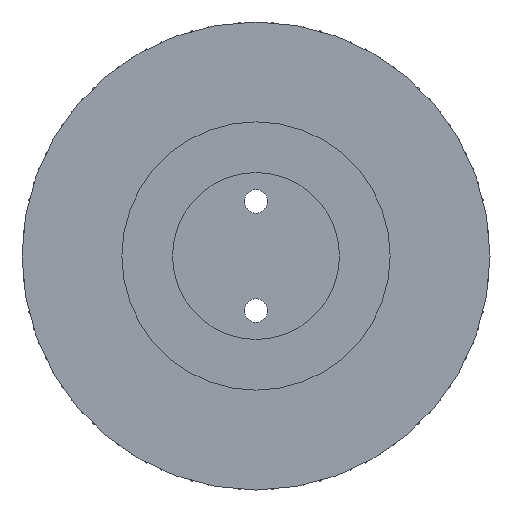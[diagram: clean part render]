
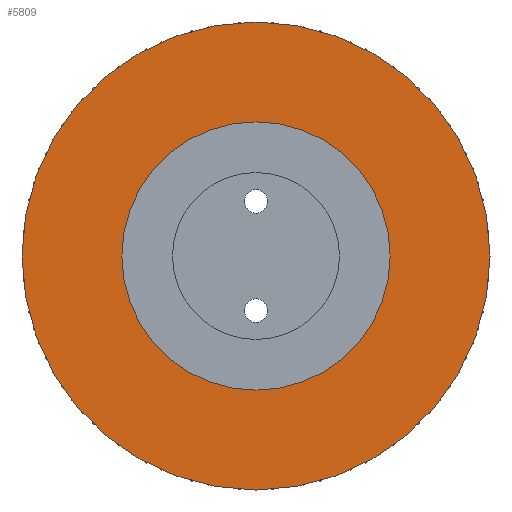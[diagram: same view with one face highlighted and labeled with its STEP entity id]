
A CAD part, left-side view. The second image highlights one B-rep face of the part: STEP entity #5809.
In plain terms, the highlighted planar face has unit normal (-1, 0, 0).
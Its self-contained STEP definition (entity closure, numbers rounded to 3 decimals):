
#7 = EDGE_LOOP ( 'NONE', ( #2610, #4058 ) ) ;
#288 = DIRECTION ( 'NONE',  ( -1., 0., 0. ) ) ;
#300 = DIRECTION ( 'NONE',  ( -1., 0., 0. ) ) ;
#710 = CARTESIAN_POINT ( 'NONE',  ( 0., 0., 15. ) ) ;
#757 = DIRECTION ( 'NONE',  ( -1., 0., 0. ) ) ;
#871 = ORIENTED_EDGE ( 'NONE', *, *, #9586, .F. ) ;
#1013 = VERTEX_POINT ( 'NONE', #6534 ) ;
#1461 = CARTESIAN_POINT ( 'NONE',  ( 0., 0., 0. ) ) ;
#1475 = FACE_BOUND ( 'NONE', #3882, .T. ) ;
#1735 = FACE_OUTER_BOUND ( 'NONE', #7, .T. ) ;
#1896 = CIRCLE ( 'NONE', #7089, 15. ) ;
#2029 = CIRCLE ( 'NONE', #7177, 8.6 ) ;
#2068 = EDGE_CURVE ( 'NONE', #9019, #9131, #4444, .T. ) ;
#2087 = CARTESIAN_POINT ( 'NONE',  ( 0., 0., -15. ) ) ;
#2094 = PLANE ( 'NONE',  #7432 ) ;
#2293 = DIRECTION ( 'NONE',  ( 0., 0., 1. ) ) ;
#2610 = ORIENTED_EDGE ( 'NONE', *, *, #2068, .T. ) ;
#2936 = CARTESIAN_POINT ( 'NONE',  ( 0., 8.6, 0. ) ) ;
#3118 = CARTESIAN_POINT ( 'NONE',  ( 0., 0., 8.6 ) ) ;
#3323 = EDGE_CURVE ( 'NONE', #9131, #9019, #1896, .T. ) ;
#3771 = DIRECTION ( 'NONE',  ( 0., 0., -1. ) ) ;
#3882 = EDGE_LOOP ( 'NONE', ( #9508, #871 ) ) ;
#4058 = ORIENTED_EDGE ( 'NONE', *, *, #3323, .T. ) ;
#4444 = CIRCLE ( 'NONE', #8463, 15. ) ;
#5230 = CARTESIAN_POINT ( 'NONE',  ( 0., 0., 0. ) ) ;
#5244 = CARTESIAN_POINT ( 'NONE',  ( 0., 0., 0. ) ) ;
#5662 = CARTESIAN_POINT ( 'NONE',  ( 0., 0., 0. ) ) ;
#5809 = ADVANCED_FACE ( 'NONE', ( #1475, #1735 ), #2094, .F. ) ;
#6001 = DIRECTION ( 'NONE',  ( 0., 0., 1. ) ) ;
#6017 = DIRECTION ( 'NONE',  ( 0., 0., 1. ) ) ;
#6459 = DIRECTION ( 'NONE',  ( 0., 0., 1. ) ) ;
#6534 = CARTESIAN_POINT ( 'NONE',  ( 0., 0., -8.6 ) ) ;
#6831 = AXIS2_PLACEMENT_3D ( 'NONE', #5662, #757, #6459 ) ;
#7089 = AXIS2_PLACEMENT_3D ( 'NONE', #5230, #288, #6001 ) ;
#7146 = DIRECTION ( 'NONE',  ( -1., 0., 0. ) ) ;
#7177 = AXIS2_PLACEMENT_3D ( 'NONE', #5244, #300, #6017 ) ;
#7432 = AXIS2_PLACEMENT_3D ( 'NONE', #2936, #8537, #3771 ) ;
#7597 = VERTEX_POINT ( 'NONE', #3118 ) ;
#8463 = AXIS2_PLACEMENT_3D ( 'NONE', #1461, #7146, #2293 ) ;
#8537 = DIRECTION ( 'NONE',  ( 1., 0., 0. ) ) ;
#9019 = VERTEX_POINT ( 'NONE', #710 ) ;
#9131 = VERTEX_POINT ( 'NONE', #2087 ) ;
#9350 = EDGE_CURVE ( 'NONE', #7597, #1013, #9468, .T. ) ;
#9468 = CIRCLE ( 'NONE', #6831, 8.6 ) ;
#9508 = ORIENTED_EDGE ( 'NONE', *, *, #9350, .F. ) ;
#9586 = EDGE_CURVE ( 'NONE', #1013, #7597, #2029, .T. ) ;
